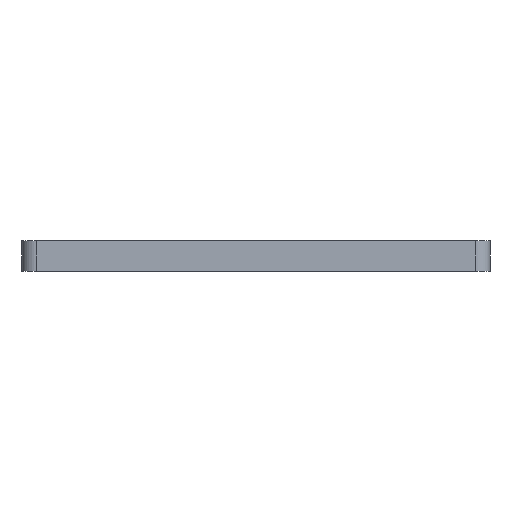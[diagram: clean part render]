
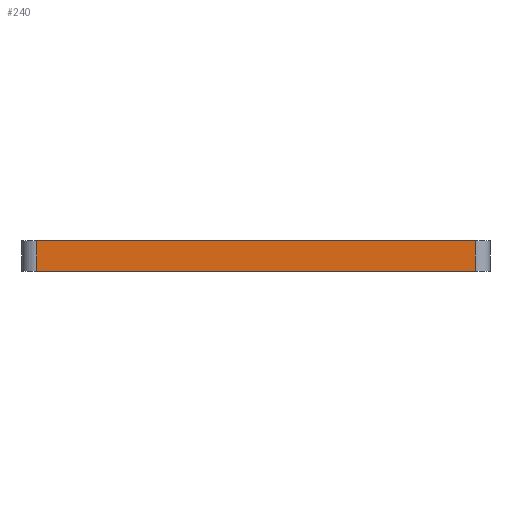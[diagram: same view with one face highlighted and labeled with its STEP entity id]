
A CAD part, left-side view. The second image highlights one B-rep face of the part: STEP entity #240.
In plain terms, the highlighted planar face has unit normal (-1, 0, 0).
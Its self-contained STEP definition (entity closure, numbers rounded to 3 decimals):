
#22 = CARTESIAN_POINT ( 'NONE',  ( -57.5, -45., 6.35 ) ) ;
#59 = LINE ( 'NONE', #22, #893 ) ;
#77 = ORIENTED_EDGE ( 'NONE', *, *, #787, .F. ) ;
#130 = LINE ( 'NONE', #856, #503 ) ;
#159 = DIRECTION ( 'NONE',  ( 0., -1., 0. ) ) ;
#180 = CARTESIAN_POINT ( 'NONE',  ( -57.5, -45., 0. ) ) ;
#210 = ORIENTED_EDGE ( 'NONE', *, *, #528, .T. ) ;
#211 = EDGE_CURVE ( 'NONE', #962, #566, #366, .T. ) ;
#216 = CARTESIAN_POINT ( 'NONE',  ( -57.5, -48., 6.35 ) ) ;
#240 = ADVANCED_FACE ( 'NONE', ( #579 ), #365, .F. ) ;
#310 = CARTESIAN_POINT ( 'NONE',  ( -57.5, -48., 6.35 ) ) ;
#317 = ORIENTED_EDGE ( 'NONE', *, *, #211, .T. ) ;
#330 = EDGE_CURVE ( 'NONE', #392, #776, #59, .T. ) ;
#360 = CARTESIAN_POINT ( 'NONE',  ( -57.5, 45., 6.35 ) ) ;
#365 = PLANE ( 'NONE',  #677 ) ;
#366 = LINE ( 'NONE', #360, #773 ) ;
#392 = VERTEX_POINT ( 'NONE', #180 ) ;
#503 = VECTOR ( 'NONE', #786, 1000. ) ;
#528 = EDGE_CURVE ( 'NONE', #566, #392, #130, .T. ) ;
#566 = VERTEX_POINT ( 'NONE', #791 ) ;
#579 = FACE_OUTER_BOUND ( 'NONE', #638, .T. ) ;
#607 = LINE ( 'NONE', #310, #919 ) ;
#638 = EDGE_LOOP ( 'NONE', ( #210, #957, #77, #317 ) ) ;
#677 = AXIS2_PLACEMENT_3D ( 'NONE', #216, #877, #965 ) ;
#773 = VECTOR ( 'NONE', #806, 1000. ) ;
#776 = VERTEX_POINT ( 'NONE', #833 ) ;
#786 = DIRECTION ( 'NONE',  ( 0., -1., 0. ) ) ;
#787 = EDGE_CURVE ( 'NONE', #962, #776, #607, .T. ) ;
#791 = CARTESIAN_POINT ( 'NONE',  ( -57.5, 45., 0. ) ) ;
#806 = DIRECTION ( 'NONE',  ( 0., 0., -1. ) ) ;
#833 = CARTESIAN_POINT ( 'NONE',  ( -57.5, -45., 6.35 ) ) ;
#846 = DIRECTION ( 'NONE',  ( 0., 0., 1. ) ) ;
#856 = CARTESIAN_POINT ( 'NONE',  ( -57.5, -48., 0. ) ) ;
#877 = DIRECTION ( 'NONE',  ( 1., 0., 0. ) ) ;
#893 = VECTOR ( 'NONE', #846, 1000. ) ;
#919 = VECTOR ( 'NONE', #159, 1000. ) ;
#940 = CARTESIAN_POINT ( 'NONE',  ( -57.5, 45., 6.35 ) ) ;
#957 = ORIENTED_EDGE ( 'NONE', *, *, #330, .T. ) ;
#962 = VERTEX_POINT ( 'NONE', #940 ) ;
#965 = DIRECTION ( 'NONE',  ( 0., 0., -1. ) ) ;
